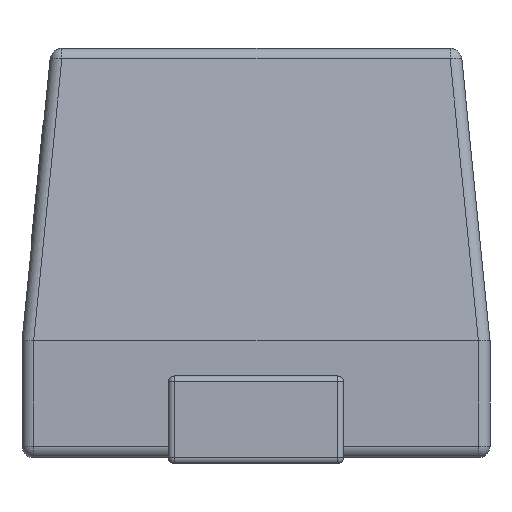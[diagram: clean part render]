
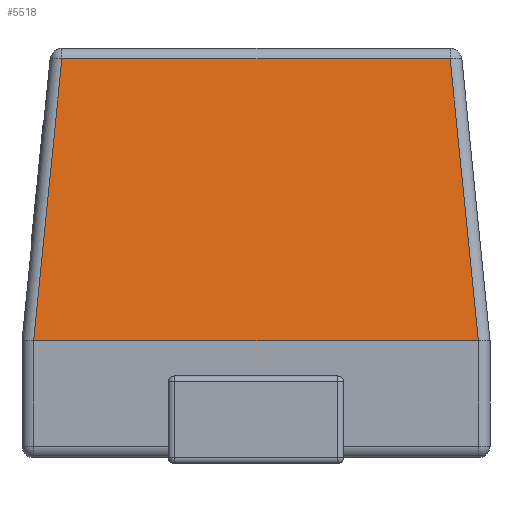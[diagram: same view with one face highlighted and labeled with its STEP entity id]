
A CAD part, left-side view. The second image highlights one B-rep face of the part: STEP entity #5518.
In plain terms, the highlighted planar face has unit normal (-0.995, 0, 0.1).
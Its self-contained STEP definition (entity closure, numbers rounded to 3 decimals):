
#531=FACE_OUTER_BOUND('',#856,.T.);
#856=EDGE_LOOP('',(#3810,#3811,#3812,#3813,#3814,#3815));
#1268=LINE('',#8208,#1781);
#1278=LINE('',#8231,#1791);
#1279=LINE('',#8233,#1792);
#1280=LINE('',#8234,#1793);
#1281=LINE('',#8236,#1794);
#1282=LINE('',#8237,#1795);
#1781=VECTOR('',#6586,1.);
#1791=VECTOR('',#6602,1.);
#1792=VECTOR('',#6603,1.);
#1793=VECTOR('',#6604,1.);
#1794=VECTOR('',#6605,1.);
#1795=VECTOR('',#6606,1.);
#2371=VERTEX_POINT('',#8205);
#2372=VERTEX_POINT('',#8207);
#2381=VERTEX_POINT('',#8229);
#2382=VERTEX_POINT('',#8230);
#2383=VERTEX_POINT('',#8232);
#2384=VERTEX_POINT('',#8235);
#2918=EDGE_CURVE('',#2371,#2372,#1268,.T.);
#2928=EDGE_CURVE('',#2381,#2382,#1278,.T.);
#2929=EDGE_CURVE('',#2382,#2383,#1279,.T.);
#2930=EDGE_CURVE('',#2372,#2383,#1280,.T.);
#2931=EDGE_CURVE('',#2384,#2371,#1281,.T.);
#2932=EDGE_CURVE('',#2384,#2381,#1282,.T.);
#3810=ORIENTED_EDGE('',*,*,#2928,.T.);
#3811=ORIENTED_EDGE('',*,*,#2929,.T.);
#3812=ORIENTED_EDGE('',*,*,#2930,.F.);
#3813=ORIENTED_EDGE('',*,*,#2918,.F.);
#3814=ORIENTED_EDGE('',*,*,#2931,.F.);
#3815=ORIENTED_EDGE('',*,*,#2932,.T.);
#5013=PLANE('',#5925);
#5518=ADVANCED_FACE('',(#531),#5013,.T.);
#5925=AXIS2_PLACEMENT_3D('',#8228,#6600,#6601);
#6586=DIRECTION('',(0.,1.,0.));
#6600=DIRECTION('center_axis',(-0.995,0.,
0.1));
#6601=DIRECTION('ref_axis',(0.,1.,0.));
#6602=DIRECTION('',(0.,1.,0.));
#6603=DIRECTION('',(-0.099,0.099,-0.99));
#6604=DIRECTION('',(0.,1.,0.));
#6605=DIRECTION('',(0.,1.,0.));
#6606=DIRECTION('',(0.099,0.099,0.99));
#8205=CARTESIAN_POINT('',(-0.6,-0.38,0.21));
#8207=CARTESIAN_POINT('',(-0.6,0.38,0.21));
#8208=CARTESIAN_POINT('',(-0.6,0.4,0.21));
#8228=CARTESIAN_POINT('Origin',(-0.55,0.,0.71));
#8229=CARTESIAN_POINT('',(-0.552,-0.332,0.692));
#8230=CARTESIAN_POINT('',(-0.552,0.332,0.692));
#8231=CARTESIAN_POINT('',(-0.552,0.,0.692));
#8232=CARTESIAN_POINT('',(-0.6,0.38,0.21));
#8233=CARTESIAN_POINT('',(-0.547,0.327,0.742));
#8234=CARTESIAN_POINT('',(-0.6,0.4,0.21));
#8235=CARTESIAN_POINT('',(-0.6,-0.38,0.21));
#8236=CARTESIAN_POINT('',(-0.6,0.4,0.21));
#8237=CARTESIAN_POINT('',(-0.547,-0.327,0.742));
